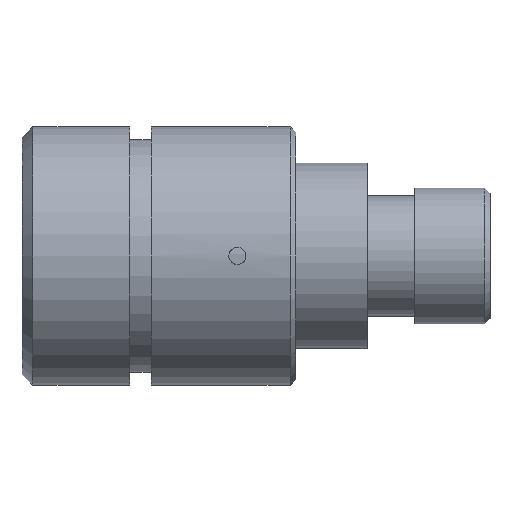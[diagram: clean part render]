
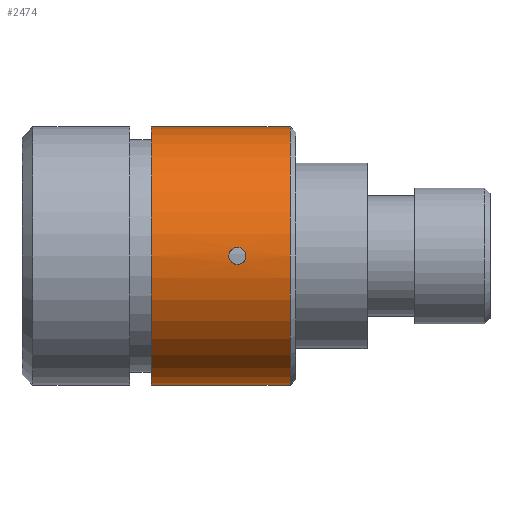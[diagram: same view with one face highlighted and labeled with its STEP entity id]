
A CAD part, front view. The second image highlights one B-rep face of the part: STEP entity #2474.
In plain terms, the highlighted cylindrical face has radius 6 mm (diameter 12 mm), a partial arc.
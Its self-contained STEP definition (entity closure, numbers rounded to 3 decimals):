
#24 = DIRECTION ( 'NONE',  ( -1., 0., 0. ) ) ;
#29 = CARTESIAN_POINT ( 'NONE',  ( 12.45, 0., 0. ) ) ;
#45 = VERTEX_POINT ( 'NONE', #2394 ) ;
#232 = CARTESIAN_POINT ( 'NONE',  ( 10., -5.987, 0.397 ) ) ;
#247 = CARTESIAN_POINT ( 'NONE',  ( 10.397, -6., -0.104 ) ) ;
#253 = VECTOR ( 'NONE', #1255, 1000. ) ;
#264 = VERTEX_POINT ( 'NONE', #1103 ) ;
#311 = FACE_BOUND ( 'NONE', #982, .T. ) ;
#314 = DIRECTION ( 'NONE',  ( 0., 0., 1. ) ) ;
#339 = VERTEX_POINT ( 'NONE', #232 ) ;
#424 = EDGE_LOOP ( 'NONE', ( #1037, #2062, #1703, #2469 ) ) ;
#432 = DIRECTION ( 'NONE',  ( -1., 0., 0. ) ) ;
#447 = VERTEX_POINT ( 'NONE', #1367 ) ;
#468 = EDGE_CURVE ( 'NONE', #45, #911, #716, .T. ) ;
#563 = VECTOR ( 'NONE', #1913, 1000. ) ;
#681 = CARTESIAN_POINT ( 'NONE',  ( 10., -5.987, -0.397 ) ) ;
#695 = CARTESIAN_POINT ( 'NONE',  ( 10.053, -5.987, -0.397 ) ) ;
#716 = CIRCLE ( 'NONE', #2294, 6. ) ;
#722 = CARTESIAN_POINT ( 'NONE',  ( -15.285, 0., 0. ) ) ;
#814 = EDGE_CURVE ( 'NONE', #1529, #447, #2742, .T. ) ;
#911 = VERTEX_POINT ( 'NONE', #2468 ) ;
#965 = FACE_OUTER_BOUND ( 'NONE', #424, .T. ) ;
#982 = EDGE_LOOP ( 'NONE', ( #2422, #1271 ) ) ;
#1037 = ORIENTED_EDGE ( 'NONE', *, *, #1403, .F. ) ;
#1103 = CARTESIAN_POINT ( 'NONE',  ( 10., -5.987, -0.397 ) ) ;
#1108 = DIRECTION ( 'NONE',  ( 0., 0., 1. ) ) ;
#1140 = CARTESIAN_POINT ( 'NONE',  ( 9.603, -6., -0.105 ) ) ;
#1255 = DIRECTION ( 'NONE',  ( -1., 0., 0. ) ) ;
#1271 = ORIENTED_EDGE ( 'NONE', *, *, #2333, .T. ) ;
#1273 = AXIS2_PLACEMENT_3D ( 'NONE', #722, #1407, #314 ) ;
#1359 = CARTESIAN_POINT ( 'NONE',  ( 9.646, -5.997, 0.207 ) ) ;
#1367 = CARTESIAN_POINT ( 'NONE',  ( 6., 0., 6. ) ) ;
#1373 = CARTESIAN_POINT ( 'NONE',  ( 9.793, -5.99, -0.354 ) ) ;
#1388 = CARTESIAN_POINT ( 'NONE',  ( 9.646, -5.997, -0.208 ) ) ;
#1403 = EDGE_CURVE ( 'NONE', #45, #1529, #2956, .T. ) ;
#1407 = DIRECTION ( 'NONE',  ( -1., 0., 0. ) ) ;
#1438 = CARTESIAN_POINT ( 'NONE',  ( -15.285, 0., -6. ) ) ;
#1523 = LINE ( 'NONE', #2622, #253 ) ;
#1529 = VERTEX_POINT ( 'NONE', #2917 ) ;
#1580 = B_SPLINE_CURVE_WITH_KNOTS ( 'NONE', 3,
 ( #2510, #2730, #1373, #1388, #1140, #2723, #1359, #1591, #2515, #1836 ),
 .UNSPECIFIED., .F., .F.,
 ( 4, 2, 2, 2, 4 ),
 ( 0., 0.25, 0.5, 0.75, 1. ),
 .UNSPECIFIED. ) ;
#1591 = CARTESIAN_POINT ( 'NONE',  ( 9.792, -5.99, 0.354 ) ) ;
#1703 = ORIENTED_EDGE ( 'NONE', *, *, #2117, .T. ) ;
#1789 = CYLINDRICAL_SURFACE ( 'NONE', #1273, 6. ) ;
#1819 = EDGE_CURVE ( 'NONE', #339, #264, #2944, .T. ) ;
#1832 = CARTESIAN_POINT ( 'NONE',  ( 10.199, -5.99, -0.347 ) ) ;
#1836 = CARTESIAN_POINT ( 'NONE',  ( 10., -5.987, 0.397 ) ) ;
#1842 = CARTESIAN_POINT ( 'NONE',  ( 10.354, -5.997, 0.207 ) ) ;
#1913 = DIRECTION ( 'NONE',  ( -1., 0., 0. ) ) ;
#2029 = CARTESIAN_POINT ( 'NONE',  ( 10.244, -5.992, -0.318 ) ) ;
#2035 = CARTESIAN_POINT ( 'NONE',  ( 6., 0., 0. ) ) ;
#2043 = CARTESIAN_POINT ( 'NONE',  ( 10.355, -5.997, -0.207 ) ) ;
#2059 = CARTESIAN_POINT ( 'NONE',  ( 10.397, -6., 0.104 ) ) ;
#2062 = ORIENTED_EDGE ( 'NONE', *, *, #468, .T. ) ;
#2117 = EDGE_CURVE ( 'NONE', #911, #447, #1523, .T. ) ;
#2294 = AXIS2_PLACEMENT_3D ( 'NONE', #29, #24, #2535 ) ;
#2298 = CARTESIAN_POINT ( 'NONE',  ( 10.208, -5.99, 0.354 ) ) ;
#2321 = AXIS2_PLACEMENT_3D ( 'NONE', #2035, #432, #1108 ) ;
#2333 = EDGE_CURVE ( 'NONE', #264, #339, #1580, .T. ) ;
#2394 = CARTESIAN_POINT ( 'NONE',  ( 12.45, 0., -6. ) ) ;
#2422 = ORIENTED_EDGE ( 'NONE', *, *, #1819, .T. ) ;
#2468 = CARTESIAN_POINT ( 'NONE',  ( 12.45, 0., 6. ) ) ;
#2469 = ORIENTED_EDGE ( 'NONE', *, *, #814, .F. ) ;
#2474 = ADVANCED_FACE ( 'NONE', ( #965, #311 ), #1789, .T. ) ;
#2476 = CARTESIAN_POINT ( 'NONE',  ( 10.107, -5.987, 0.396 ) ) ;
#2510 = CARTESIAN_POINT ( 'NONE',  ( 10., -5.987, -0.397 ) ) ;
#2511 = CARTESIAN_POINT ( 'NONE',  ( 10., -5.987, 0.397 ) ) ;
#2515 = CARTESIAN_POINT ( 'NONE',  ( 9.893, -5.987, 0.396 ) ) ;
#2520 = CARTESIAN_POINT ( 'NONE',  ( 10.104, -5.988, -0.386 ) ) ;
#2535 = DIRECTION ( 'NONE',  ( 0., 0., 1. ) ) ;
#2622 = CARTESIAN_POINT ( 'NONE',  ( -15.285, 0., 6. ) ) ;
#2723 = CARTESIAN_POINT ( 'NONE',  ( 9.603, -6., 0.104 ) ) ;
#2730 = CARTESIAN_POINT ( 'NONE',  ( 9.894, -5.987, -0.396 ) ) ;
#2742 = CIRCLE ( 'NONE', #2321, 6. ) ;
#2917 = CARTESIAN_POINT ( 'NONE',  ( 6., 0., -6. ) ) ;
#2944 = B_SPLINE_CURVE_WITH_KNOTS ( 'NONE', 3,
 ( #2511, #2476, #2298, #1842, #2059, #247, #2043, #2029, #1832, #2520, #695, #681 ),
 .UNSPECIFIED., .F., .F.,
 ( 4, 2, 2, 2, 2, 4 ),
 ( 0., 0.25, 0.5, 0.75, 0.875, 1. ),
 .UNSPECIFIED. ) ;
#2956 = LINE ( 'NONE', #1438, #563 ) ;
